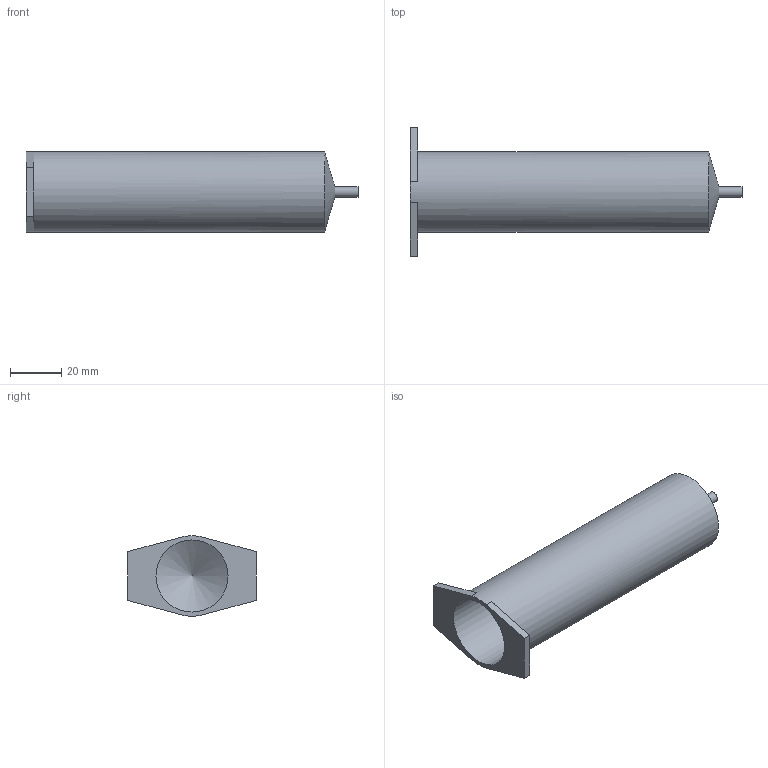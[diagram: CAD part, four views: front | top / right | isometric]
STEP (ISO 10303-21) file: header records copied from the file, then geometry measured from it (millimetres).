
FILE_DESCRIPTION(/* description */ (''),/* implementation_level */ '2;1');
FILE_NAME(/* name */ 'Syringe.step',/* time_stamp */ '2021-06-23T09:29:34+02:00',/* author */ (''),/* organization */ (''),/* preprocessor_version */ 'ST-DEVELOPER v18.1',/* originating_system */ 'Autodesk Translation Framework v10.9.0.1377',/* authorisation */ '');
FILE_SCHEMA (('AUTOMOTIVE_DESIGN { 1 0 10303 214 3 1 1 }'));
Length unit declared in the file: millimetre
Products named in the file (1): Infuject
Bounding box: 129 x 50 x 31.3 mm (x, y, z)
Volume: 22621.4 mm3; surface area: 24022.8 mm2
Topology: 1 solids, 1 shells, 15 faces, 37 edges, 24 vertices
Faces by surface type: plane 10, cylinder 3, cone 2
Full cylindrical faces by diameter (mm): 4 x1, 28 x1, 31.3 x1
Entity records: 474 total; most frequent: DIRECTION 79, CARTESIAN_POINT 76, ORIENTED_EDGE 72, EDGE_CURVE 36, AXIS2_PLACEMENT_3D 27, LINE 25, VECTOR 25, VERTEX_POINT 24
